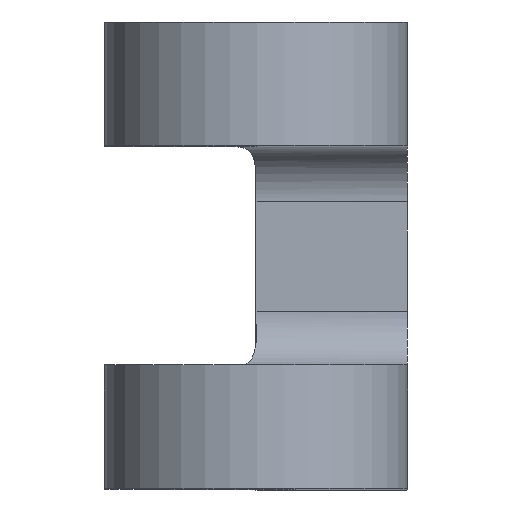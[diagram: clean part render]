
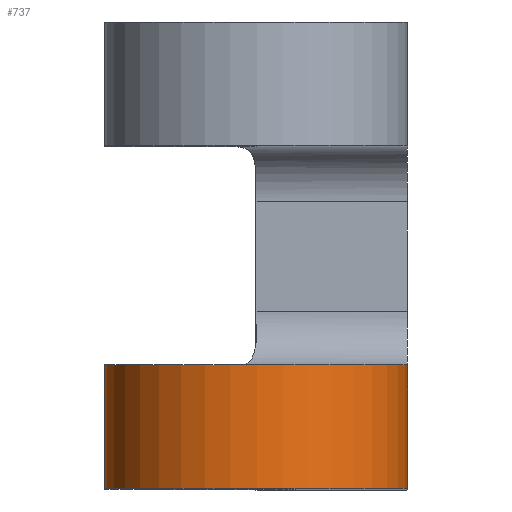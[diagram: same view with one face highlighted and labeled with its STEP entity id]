
A CAD part, top view. The second image highlights one B-rep face of the part: STEP entity #737.
In plain terms, the highlighted cylindrical face has radius 5.527 mm (diameter 11.055 mm), a partial arc.
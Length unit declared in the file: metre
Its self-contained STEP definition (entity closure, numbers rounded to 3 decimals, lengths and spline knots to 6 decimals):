
#26=CYLINDRICAL_SURFACE('',#808,0.005527);
#72=CIRCLE('',#809,0.005527);
#73=CIRCLE('',#810,0.005527);
#154=ORIENTED_EDGE('',*,*,#376,.F.);
#155=ORIENTED_EDGE('',*,*,#377,.T.);
#156=ORIENTED_EDGE('',*,*,#378,.F.);
#157=ORIENTED_EDGE('',*,*,#363,.T.);
#363=EDGE_CURVE('',#475,#474,#529,.T.);
#376=EDGE_CURVE('',#486,#474,#72,.T.);
#377=EDGE_CURVE('',#486,#487,#538,.F.);
#378=EDGE_CURVE('',#475,#487,#73,.T.);
#474=VERTEX_POINT('',#1207);
#475=VERTEX_POINT('',#1209);
#486=VERTEX_POINT('',#1237);
#487=VERTEX_POINT('',#1239);
#529=LINE('',#1208,#579);
#538=LINE('',#1238,#588);
#579=VECTOR('',#924,1.);
#588=VECTOR('',#951,1.);
#621=EDGE_LOOP('',(#154,#155,#156,#157));
#673=FACE_BOUND('',#621,.T.);
#737=ADVANCED_FACE('',(#673),#26,.T.);
#808=AXIS2_PLACEMENT_3D('',#1235,#947,#948);
#809=AXIS2_PLACEMENT_3D('',#1236,#949,#950);
#810=AXIS2_PLACEMENT_3D('',#1240,#952,#953);
#924=DIRECTION('',(0.,1.,0.));
#947=DIRECTION('',(0.,1.,0.));
#948=DIRECTION('',(0.,0.,1.));
#949=DIRECTION('',(0.,1.,0.));
#950=DIRECTION('',(0.,0.,1.));
#951=DIRECTION('',(0.,1.,0.));
#952=DIRECTION('',(0.,-1.,0.));
#953=DIRECTION('',(0.,0.,-1.));
#1207=CARTESIAN_POINT('',(0.009919,-0.0125,0.075557));
#1208=CARTESIAN_POINT('',(0.009919,-0.017,0.075557));
#1209=CARTESIAN_POINT('',(0.009919,-0.017,0.075557));
#1235=CARTESIAN_POINT('',(0.004391,-0.017,0.075557));
#1236=CARTESIAN_POINT('',(0.004391,-0.0125,0.075557));
#1237=CARTESIAN_POINT('',(0.002446,-0.0125,0.070383));
#1238=CARTESIAN_POINT('',(0.002446,-0.017,0.070383));
#1239=CARTESIAN_POINT('',(0.002446,-0.017,0.070383));
#1240=CARTESIAN_POINT('',(0.004391,-0.017,0.075557));
